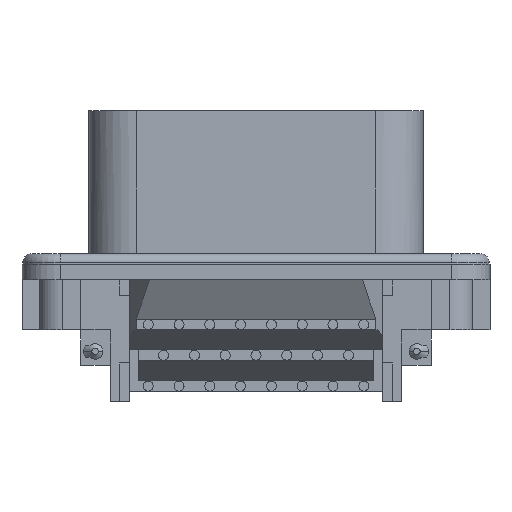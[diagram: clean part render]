
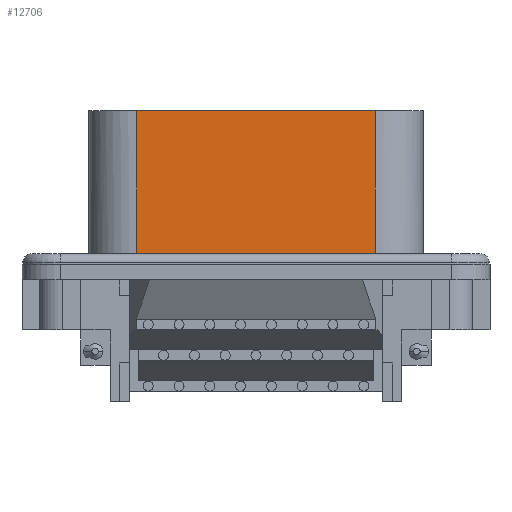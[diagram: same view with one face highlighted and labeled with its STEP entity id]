
A CAD part, front view. The second image highlights one B-rep face of the part: STEP entity #12706.
In plain terms, the highlighted planar face has unit normal (0, -1, 0).
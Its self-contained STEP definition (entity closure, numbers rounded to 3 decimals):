
#43=VERTEX_POINT('',#44);
#44=CARTESIAN_POINT('',(-15.5,-11.8,0.0));
#51=EDGE_CURVE('',#43,#52,#54,.F.);
#52=VERTEX_POINT('',#53);
#53=CARTESIAN_POINT('',(15.5,-11.8,0.0));
#54=LINE('',#55,#56);
#55=CARTESIAN_POINT('',(15.5,-11.8,0.0));
#56=VECTOR('',#57,1.0);
#57=DIRECTION('',(-1.0,0.0,0.0));
#3679=EDGE_CURVE('',#3680,#3682,#3684,.T.);
#3680=VERTEX_POINT('',#3681);
#3681=CARTESIAN_POINT('',(15.5,-11.8,-20.0));
#3682=VERTEX_POINT('',#3683);
#3683=CARTESIAN_POINT('',(-15.5,-11.8,-20.0));
#3684=LINE('',#3685,#3686);
#3685=CARTESIAN_POINT('',(15.5,-11.8,-20.0));
#3686=VECTOR('',#3687,1.0);
#3687=DIRECTION('',(-1.0,0.0,0.0));
#11510=EDGE_CURVE('',#52,#3680,#11511,.T.);
#11511=LINE('',#11512,#11513);
#11512=CARTESIAN_POINT('',(15.5,-11.8,0.0));
#11513=VECTOR('',#11514,1.0);
#11514=DIRECTION('',(0.0,0.0,-1.0));
#12693=EDGE_CURVE('',#3682,#43,#12694,.F.);
#12694=LINE('',#12695,#12696);
#12695=CARTESIAN_POINT('',(-15.5,-11.8,0.0));
#12696=VECTOR('',#12697,1.0);
#12697=DIRECTION('',(0.0,0.0,-1.0));
#12706=ADVANCED_FACE('',(#12707),#12713,.T.);
#12707=FACE_BOUND('',#12708,.T.);
#12708=EDGE_LOOP('',(#12709,#12710,#12711,#12712));
#12709=ORIENTED_EDGE('',*,*,#11510,.F.);
#12710=ORIENTED_EDGE('',*,*,#51,.F.);
#12711=ORIENTED_EDGE('',*,*,#12693,.F.);
#12712=ORIENTED_EDGE('',*,*,#3679,.F.);
#12713=PLANE('',#12714);
#12714=AXIS2_PLACEMENT_3D('',#12715,#12716,#12717);
#12715=CARTESIAN_POINT('',(15.5,-11.8,0.0));
#12716=DIRECTION('',(0.0,-1.0,0.0));
#12717=DIRECTION('',(-1.0,0.0,0.0));
